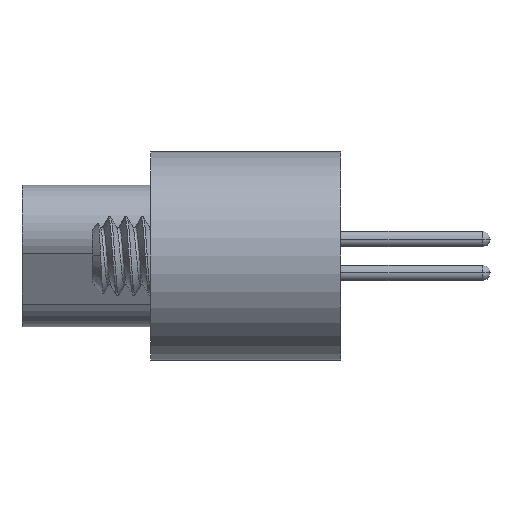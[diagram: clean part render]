
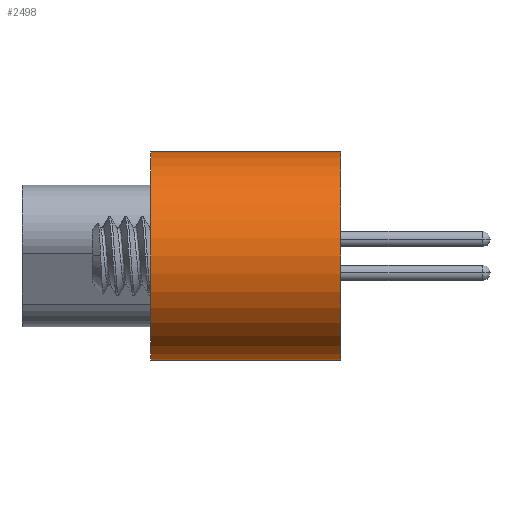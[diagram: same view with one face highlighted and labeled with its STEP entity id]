
A CAD part, left-side view. The second image highlights one B-rep face of the part: STEP entity #2498.
In plain terms, the highlighted cylindrical face has radius 2.032 mm (diameter 4.064 mm), a partial arc.
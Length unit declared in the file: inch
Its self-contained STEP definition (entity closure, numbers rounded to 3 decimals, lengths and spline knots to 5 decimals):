
#806 = DIRECTION ( 'NONE',  ( 0., -1., 0. ) ) ;
#1104 = VERTEX_POINT ( 'NONE', #19786 ) ;
#1251 = DIRECTION ( 'NONE',  ( 0., -1., 0. ) ) ;
#1751 = CARTESIAN_POINT ( 'NONE',  ( -0.335, 0., 0. ) ) ;
#2049 = AXIS2_PLACEMENT_3D ( 'NONE', #8651, #1251, #14824 ) ;
#2120 = DIRECTION ( 'NONE',  ( 0., 1., 0. ) ) ;
#2133 = CARTESIAN_POINT ( 'NONE',  ( -0.335, 0.146, -0.08 ) ) ;
#2498 = ADVANCED_FACE ( 'NONE', ( #5517 ), #2755, .T. ) ;
#2755 = CYLINDRICAL_SURFACE ( 'NONE', #2049, 0.08 ) ;
#4676 = AXIS2_PLACEMENT_3D ( 'NONE', #12651, #2120, #18844 ) ;
#4890 = DIRECTION ( 'NONE',  ( 0., 1., 0. ) ) ;
#5155 = VERTEX_POINT ( 'NONE', #10430 ) ;
#5517 = FACE_OUTER_BOUND ( 'NONE', #10114, .T. ) ;
#7097 = CARTESIAN_POINT ( 'NONE',  ( -0.335, 0.146, -0.08 ) ) ;
#7607 = CIRCLE ( 'NONE', #4676, 0.08 ) ;
#7907 = VERTEX_POINT ( 'NONE', #12493 ) ;
#7927 = EDGE_CURVE ( 'NONE', #7907, #5155, #19287, .T. ) ;
#8651 = CARTESIAN_POINT ( 'NONE',  ( -0.335, 0.146, 0. ) ) ;
#8871 = VECTOR ( 'NONE', #806, 39.37008 ) ;
#9311 = ORIENTED_EDGE ( 'NONE', *, *, #7927, .T. ) ;
#9559 = DIRECTION ( 'NONE',  ( 0., 0., 1. ) ) ;
#10044 = VERTEX_POINT ( 'NONE', #7097 ) ;
#10114 = EDGE_LOOP ( 'NONE', ( #9311, #11348, #16907, #17496 ) ) ;
#10430 = CARTESIAN_POINT ( 'NONE',  ( -0.335, 0., 0.08 ) ) ;
#11348 = ORIENTED_EDGE ( 'NONE', *, *, #16470, .F. ) ;
#11479 = VECTOR ( 'NONE', #15233, 39.37008 ) ;
#12189 = CARTESIAN_POINT ( 'NONE',  ( -0.335, 0.146, 0.08 ) ) ;
#12493 = CARTESIAN_POINT ( 'NONE',  ( -0.335, 0., -0.08 ) ) ;
#12651 = CARTESIAN_POINT ( 'NONE',  ( -0.335, 0.146, 0. ) ) ;
#13224 = EDGE_CURVE ( 'NONE', #10044, #1104, #7607, .T. ) ;
#14824 = DIRECTION ( 'NONE',  ( 0., 0., -1. ) ) ;
#15233 = DIRECTION ( 'NONE',  ( 0., -1., 0. ) ) ;
#16084 = AXIS2_PLACEMENT_3D ( 'NONE', #1751, #4890, #9559 ) ;
#16470 = EDGE_CURVE ( 'NONE', #1104, #5155, #18479, .T. ) ;
#16907 = ORIENTED_EDGE ( 'NONE', *, *, #13224, .F. ) ;
#17422 = LINE ( 'NONE', #2133, #8871 ) ;
#17496 = ORIENTED_EDGE ( 'NONE', *, *, #17853, .T. ) ;
#17853 = EDGE_CURVE ( 'NONE', #10044, #7907, #17422, .T. ) ;
#18479 = LINE ( 'NONE', #12189, #11479 ) ;
#18844 = DIRECTION ( 'NONE',  ( 0., 0., 1. ) ) ;
#19287 = CIRCLE ( 'NONE', #16084, 0.08 ) ;
#19786 = CARTESIAN_POINT ( 'NONE',  ( -0.335, 0.146, 0.08 ) ) ;
